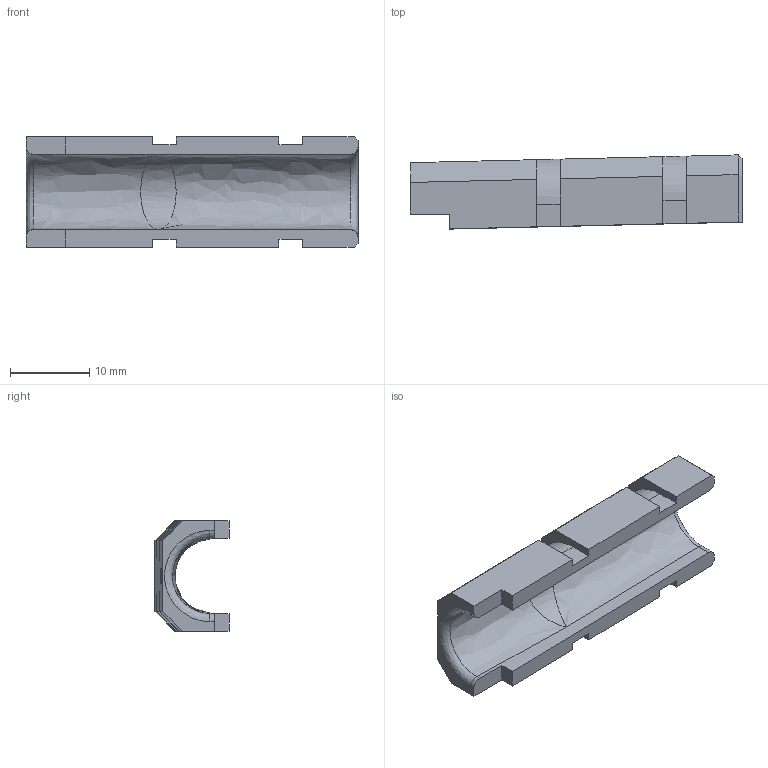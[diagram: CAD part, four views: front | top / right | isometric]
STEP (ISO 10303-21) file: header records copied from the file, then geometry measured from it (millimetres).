
FILE_DESCRIPTION(/* description */ (''),/* implementation_level */ '2;1');
FILE_NAME(/* name */ 'x-carriage-cable-holder-cover-R2.stp',/* time_stamp */ '2023-07-10T12:29:06+02:00',/* author */ ('Eliáš Knor'),/* organization */ (''),/* preprocessor_version */ 'ST-DEVELOPER v19',/* originating_system */ 'Autodesk Inventor 2023',/* authorisation */ '');
FILE_SCHEMA (('AUTOMOTIVE_DESIGN { 1 0 10303 214 3 1 1 }'));
Length unit declared in the file: millimetre
Products named in the file (1): x-carriage-cable-holder-cover-E3
Bounding box: 42 x 9.37 x 14 mm (x, y, z)
Volume: 2276 mm3; surface area: 2274.7 mm2
Topology: 1 solids, 1 shells, 63 faces, 173 edges, 112 vertices
Faces by surface type: plane 50, cylinder 8, bspline 5
Entity records: 2206 total; most frequent: CARTESIAN_POINT 573, ORIENTED_EDGE 342, DIRECTION 303, EDGE_CURVE 171, LINE 145, VECTOR 145, VERTEX_POINT 112, AXIS2_PLACEMENT_3D 79
